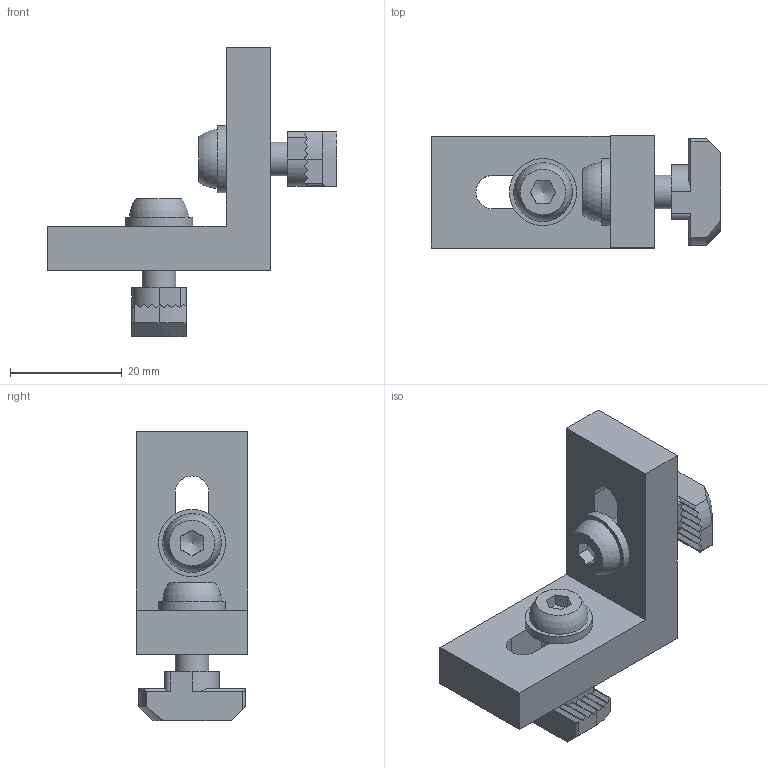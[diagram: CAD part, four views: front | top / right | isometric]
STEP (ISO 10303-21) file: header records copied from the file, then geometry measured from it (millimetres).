
FILE_DESCRIPTION(('STEP AP203'),'1');
FILE_NAME('FIXE10B1249.stp','2023-10-17T14:37:33',(' '),(' '),'Spatial InterOp 3D',' ',' ');
FILE_SCHEMA(('CONFIG_CONTROL_DESIGN'));
Length unit declared in the file: millimetre
Products named in the file (6): Kit Equerre légère 40x40x20 - P1040; Equerre légère 40x40x20; Kit de fixation; Rondelle M 6; Vis BHC - M6x20; Ecrou tête rectangulaire 10 M6
Assembly tree (6 placements, depth 3):
  Kit Equerre légère 40x40x20 - P1040
    Equerre légère 40x40x20
    Kit de fixation  x2
      Rondelle M 6
      Vis BHC - M6x20
      Ecrou tête rectangulaire 10 M6
Bounding box: 51.8 x 20 x 51.8 mm (x, y, z)
Volume: 13786.4 mm3; surface area: 8166.7 mm2
Topology: 7 solids, 7 shells, 206 faces, 568 edges, 378 vertices
Faces by surface type: plane 166, cylinder 30, cone 4, bspline 4, sphere 2
Full cylindrical faces by diameter (mm): 5 x2, 6 x4, 6.4 x2, 12 x2
Entity records: 4728 total; most frequent: CARTESIAN_POINT 761, DIRECTION 611, ORIENTED_EDGE 592, EDGE_CURVE 296, AXIS2_PLACEMENT_3D 212, VERTEX_POINT 203, LINE 187, VECTOR 187
